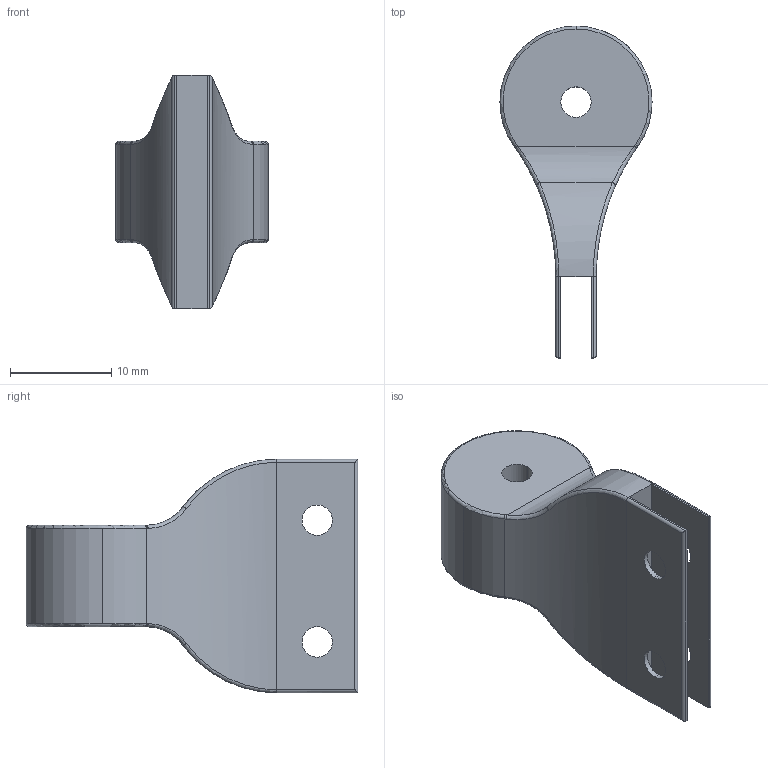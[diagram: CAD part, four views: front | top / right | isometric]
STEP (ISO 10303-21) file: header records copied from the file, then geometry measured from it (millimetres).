
FILE_DESCRIPTION (( 'STEP AP203' ), '1' );
FILE_NAME ('Robot_2.0_P9_Default_sldprt.STEP', '2023-12-06T08:17:06', ( '' ), ( '' ), 'SwSTEP 2.0', 'SolidWorks 2023', '' );
FILE_SCHEMA (( 'CONFIG_CONTROL_DESIGN' ));
Length unit declared in the file: millimetre
Products named in the file (1): Robot_2.0_P9_Default_sldprt
Bounding box: 15 x 32.71 x 23 mm (x, y, z)
Volume: 2952.2 mm3; surface area: 2161.1 mm2
Topology: 1 solids, 1 shells, 53 faces, 125 edges, 74 vertices
Faces by surface type: cylinder 25, plane 13, bspline 8, torus 7
Entity records: 2063 total; most frequent: CARTESIAN_POINT 785, DIRECTION 252, ORIENTED_EDGE 250, EDGE_CURVE 125, AXIS2_PLACEMENT_3D 101, VERTEX_POINT 74, EDGE_LOOP 63, CIRCLE 55
